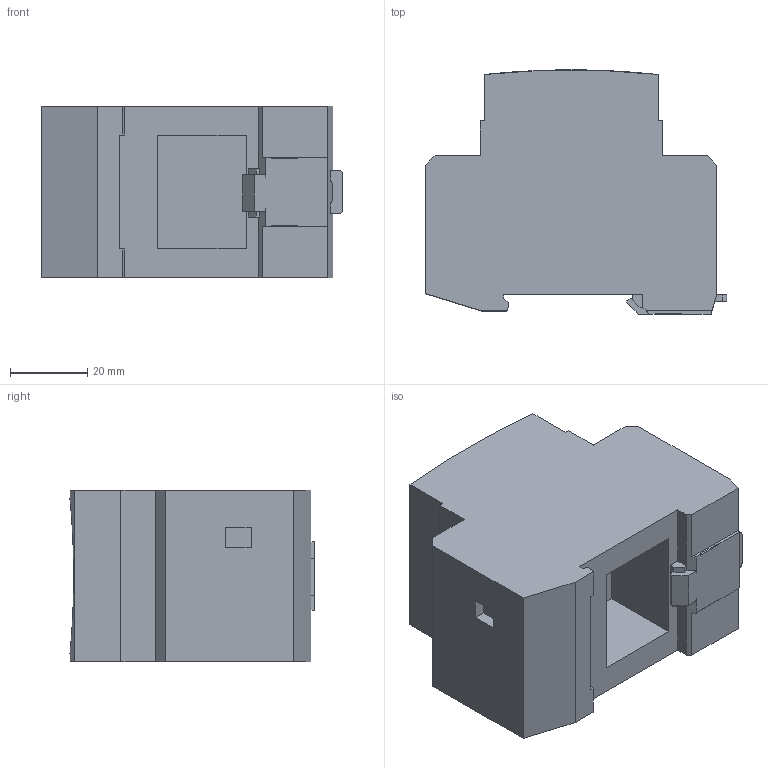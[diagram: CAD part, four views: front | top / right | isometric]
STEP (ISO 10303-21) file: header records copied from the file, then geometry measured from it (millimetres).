
FILE_DESCRIPTION (( 'STEP AP214' ), '1' );
FILE_NAME ('01.03.03.07 Ðîçåòêà ÐÀð10-3-ÎÏñ çàçåìëåíèåì íà DIN-ðåéêó ÈÝÊ.STEP', '2017-03-20T14:24:16', ( 'user' ), ( '' ), 'SwSTEP 2.0', 'SolidWorks 2014', '' );
FILE_SCHEMA (( 'AUTOMOTIVE_DESIGN' ));
Length unit declared in the file: millimetre
Products named in the file (1): 01.03.03.07 Ðîçåòêà ÐÀð10-3-ÎÏñ çàçåìëåíèåì íà DIN-ðåéêó ÈÝÊ
Bounding box: 78 x 63.2 x 44.5 mm (x, y, z)
Volume: 132937.3 mm3; surface area: 26253.6 mm2
Topology: 1 solids, 2 shells, 119 faces, 313 edges, 209 vertices
Faces by surface type: plane 104, cylinder 15
Full cylindrical faces by diameter (mm): 5.9 x2, 6 x3, 40 x1
Entity records: 3723 total; most frequent: CARTESIAN_POINT 743, ORIENTED_EDGE 612, DIRECTION 577, EDGE_CURVE 306, VECTOR 269, LINE 269, VERTEX_POINT 208, AXIS2_PLACEMENT_3D 154
